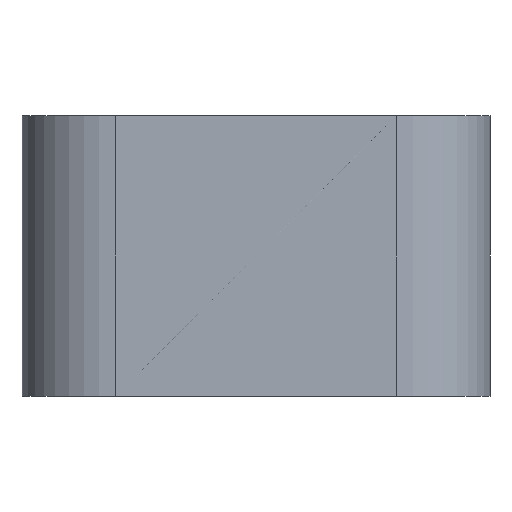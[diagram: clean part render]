
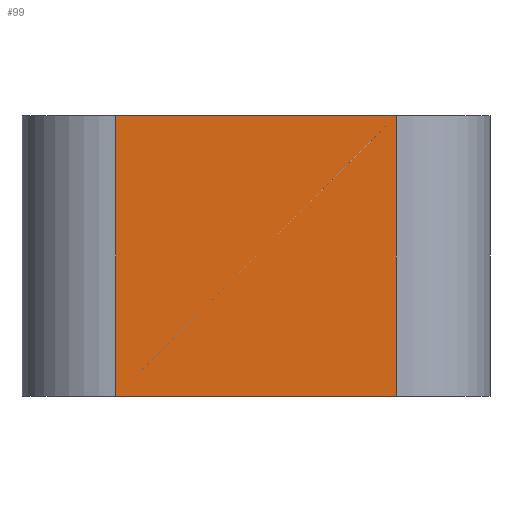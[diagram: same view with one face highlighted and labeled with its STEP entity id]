
A CAD part, left-side view. The second image highlights one B-rep face of the part: STEP entity #99.
In plain terms, the highlighted planar face has unit normal (-1, 0, 0).
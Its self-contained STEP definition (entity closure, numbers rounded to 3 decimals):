
#99 = ADVANCED_FACE( '', ( #221 ), #222, .F. );
#221 = FACE_OUTER_BOUND( '', #362, .T. );
#222 = PLANE( '', #363 );
#362 = EDGE_LOOP( '', ( #577, #578, #579, #580 ) );
#363 = AXIS2_PLACEMENT_3D( '', #581, #582, #583 );
#577 = ORIENTED_EDGE( '', *, *, #758, .T. );
#578 = ORIENTED_EDGE( '', *, *, #767, .F. );
#579 = ORIENTED_EDGE( '', *, *, #768, .F. );
#580 = ORIENTED_EDGE( '', *, *, #731, .T. );
#581 = CARTESIAN_POINT( '', ( -23., 7.5, 15. ) );
#582 = DIRECTION( '', ( 1., 0., 0. ) );
#583 = DIRECTION( '', ( 0., 0., -1. ) );
#731 = EDGE_CURVE( '', #859, #857, #860, .T. );
#758 = EDGE_CURVE( '', #857, #899, #900, .T. );
#767 = EDGE_CURVE( '', #912, #899, #913, .T. );
#768 = EDGE_CURVE( '', #859, #912, #914, .T. );
#857 = VERTEX_POINT( '', #1024 );
#859 = VERTEX_POINT( '', #1026 );
#860 = LINE( '', #1027, #1028 );
#899 = VERTEX_POINT( '', #1070 );
#900 = LINE( '', #1071, #1072 );
#912 = VERTEX_POINT( '', #1088 );
#913 = LINE( '', #1089, #1090 );
#914 = LINE( '', #1091, #1092 );
#1024 = CARTESIAN_POINT( '', ( -23., 7.5, 0. ) );
#1026 = CARTESIAN_POINT( '', ( -23., 7.5, 15. ) );
#1027 = CARTESIAN_POINT( '', ( -23., 7.5, 15. ) );
#1028 = VECTOR( '', #1184, 1000. );
#1070 = CARTESIAN_POINT( '', ( -23., -7.5, 0. ) );
#1071 = CARTESIAN_POINT( '', ( -23., 7.5, 0. ) );
#1072 = VECTOR( '', #1230, 1000. );
#1088 = CARTESIAN_POINT( '', ( -23., -7.5, 15. ) );
#1089 = CARTESIAN_POINT( '', ( -23., -7.5, 15. ) );
#1090 = VECTOR( '', #1241, 1000. );
#1091 = CARTESIAN_POINT( '', ( -23., 7.5, 15. ) );
#1092 = VECTOR( '', #1242, 1000. );
#1184 = DIRECTION( '', ( 0., 0., -1. ) );
#1230 = DIRECTION( '', ( 0., -1., 0. ) );
#1241 = DIRECTION( '', ( 0., 0., -1. ) );
#1242 = DIRECTION( '', ( 0., -1., 0. ) );
